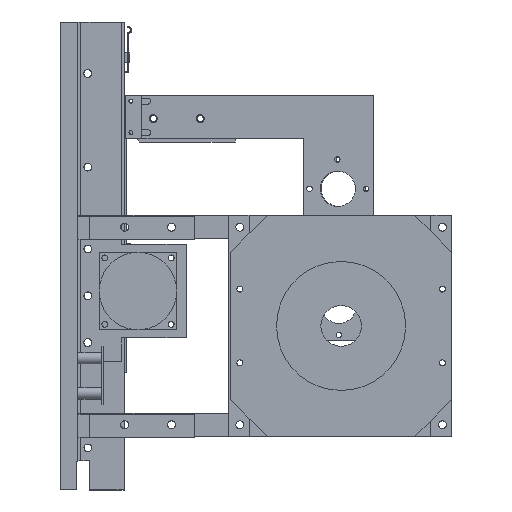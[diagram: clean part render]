
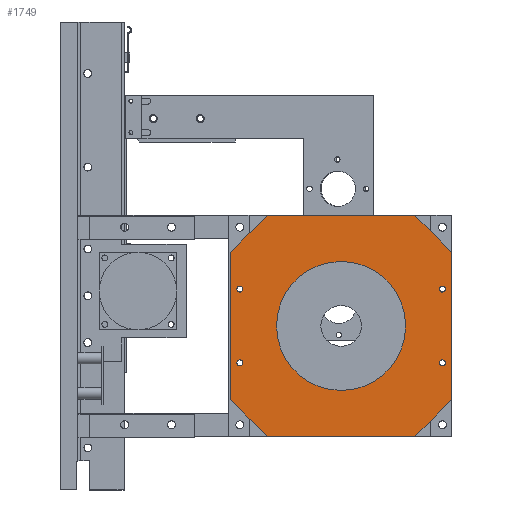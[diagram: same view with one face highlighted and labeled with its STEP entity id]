
A CAD part, left-side view. The second image highlights one B-rep face of the part: STEP entity #1749.
In plain terms, the highlighted face is planar.
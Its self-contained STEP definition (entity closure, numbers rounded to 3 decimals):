
#1749 = ADVANCED_FACE( '', ( #3574, #3575, #3576, #3577, #3578, #3579 ), #3580, .T. );
#3574 = FACE_BOUND( '', #5368, .T. );
#3575 = FACE_BOUND( '', #5369, .T. );
#3576 = FACE_BOUND( '', #5370, .T. );
#3577 = FACE_BOUND( '', #5371, .T. );
#3578 = FACE_BOUND( '', #5372, .T. );
#3579 = FACE_OUTER_BOUND( '', #5373, .T. );
#3580 = PLANE( '', #5374 );
#5368 = EDGE_LOOP( '', ( #8307 ) );
#5369 = EDGE_LOOP( '', ( #8308 ) );
#5370 = EDGE_LOOP( '', ( #8309 ) );
#5371 = EDGE_LOOP( '', ( #8310 ) );
#5372 = EDGE_LOOP( '', ( #8311 ) );
#5373 = EDGE_LOOP( '', ( #8312, #8313, #8314, #8315, #8316, #8317, #8318, #8319 ) );
#5374 = AXIS2_PLACEMENT_3D( '', #8320, #8321, #8322 );
#8307 = ORIENTED_EDGE( '', *, *, #9482, .T. );
#8308 = ORIENTED_EDGE( '', *, *, #9068, .T. );
#8309 = ORIENTED_EDGE( '', *, *, #9337, .T. );
#8310 = ORIENTED_EDGE( '', *, *, #9172, .T. );
#8311 = ORIENTED_EDGE( '', *, *, #9852, .T. );
#8312 = ORIENTED_EDGE( '', *, *, #9702, .T. );
#8313 = ORIENTED_EDGE( '', *, *, #9707, .T. );
#8314 = ORIENTED_EDGE( '', *, *, #10065, .T. );
#8315 = ORIENTED_EDGE( '', *, *, #9560, .T. );
#8316 = ORIENTED_EDGE( '', *, *, #9190, .T. );
#8317 = ORIENTED_EDGE( '', *, *, #10066, .T. );
#8318 = ORIENTED_EDGE( '', *, *, #9776, .T. );
#8319 = ORIENTED_EDGE( '', *, *, #10067, .T. );
#8320 = CARTESIAN_POINT( '', ( 0., 0., 0. ) );
#8321 = DIRECTION( '', ( 0., -1., 0. ) );
#8322 = DIRECTION( '', ( 0., 0., -1. ) );
#9068 = EDGE_CURVE( '', #10385, #10385, #10386, .T. );
#9172 = EDGE_CURVE( '', #10561, #10561, #10562, .T. );
#9190 = EDGE_CURVE( '', #10591, #10592, #10593, .T. );
#9337 = EDGE_CURVE( '', #10841, #10841, #10842, .T. );
#9482 = EDGE_CURVE( '', #11080, #11080, #11081, .T. );
#9560 = EDGE_CURVE( '', #11212, #10591, #11213, .T. );
#9702 = EDGE_CURVE( '', #11445, #11446, #11447, .T. );
#9707 = EDGE_CURVE( '', #11446, #11454, #11455, .T. );
#9776 = EDGE_CURVE( '', #11559, #11560, #11561, .T. );
#9852 = EDGE_CURVE( '', #11673, #11673, #11674, .F. );
#10065 = EDGE_CURVE( '', #11454, #11212, #11950, .T. );
#10066 = EDGE_CURVE( '', #10592, #11559, #11951, .T. );
#10067 = EDGE_CURVE( '', #11560, #11445, #11952, .T. );
#10385 = VERTEX_POINT( '', #12325 );
#10386 = CIRCLE( '', #12326, 1.6 );
#10561 = VERTEX_POINT( '', #12539 );
#10562 = CIRCLE( '', #12540, 1.6 );
#10591 = VERTEX_POINT( '', #12576 );
#10592 = VERTEX_POINT( '', #12577 );
#10593 = LINE( '', #12578, #12579 );
#10841 = VERTEX_POINT( '', #12881 );
#10842 = CIRCLE( '', #12882, 1.6 );
#11080 = VERTEX_POINT( '', #13284 );
#11081 = CIRCLE( '', #13285, 1.6 );
#11212 = VERTEX_POINT( '', #13455 );
#11213 = LINE( '', #13456, #13457 );
#11445 = VERTEX_POINT( '', #13735 );
#11446 = VERTEX_POINT( '', #13736 );
#11447 = LINE( '', #13737, #13738 );
#11454 = VERTEX_POINT( '', #13748 );
#11455 = LINE( '', #13749, #13750 );
#11559 = VERTEX_POINT( '', #13883 );
#11560 = VERTEX_POINT( '', #13884 );
#11561 = LINE( '', #13885, #13886 );
#11673 = VERTEX_POINT( '', #14029 );
#11674 = CIRCLE( '', #14030, 35. );
#11950 = LINE( '', #14655, #14656 );
#11951 = LINE( '', #14657, #14658 );
#11952 = LINE( '', #14659, #14660 );
#12325 = CARTESIAN_POINT( '', ( -35.963, 0., 259.469 ) );
#12326 = AXIS2_PLACEMENT_3D( '', #14977, #14978, #14979 );
#12539 = CARTESIAN_POINT( '', ( -35.963, 0., 149.469 ) );
#12540 = AXIS2_PLACEMENT_3D( '', #15126, #15127, #15128 );
#12576 = CARTESIAN_POINT( '', ( 44.037, 0., 166.069 ) );
#12577 = CARTESIAN_POINT( '', ( 44.037, 0., 246.069 ) );
#12578 = CARTESIAN_POINT( '', ( 44.037, 0., 246.069 ) );
#12579 = VECTOR( '', #15151, 1000. );
#12881 = CARTESIAN_POINT( '', ( 4.037, 0., 149.469 ) );
#12882 = AXIS2_PLACEMENT_3D( '', #15406, #15407, #15408 );
#13284 = CARTESIAN_POINT( '', ( 4.037, 0., 259.469 ) );
#13285 = AXIS2_PLACEMENT_3D( '', #15611, #15612, #15613 );
#13455 = CARTESIAN_POINT( '', ( 24.037, 0., 146.069 ) );
#13456 = CARTESIAN_POINT( '', ( 44.037, 0., 166.069 ) );
#13457 = VECTOR( '', #15725, 1000. );
#13735 = CARTESIAN_POINT( '', ( -75.963, 0., 246.069 ) );
#13736 = CARTESIAN_POINT( '', ( -75.963, 0., 166.069 ) );
#13737 = CARTESIAN_POINT( '', ( -75.963, 0., 166.069 ) );
#13738 = VECTOR( '', #15955, 1000. );
#13748 = CARTESIAN_POINT( '', ( -55.963, 0., 146.069 ) );
#13749 = CARTESIAN_POINT( '', ( -75.963, 0., 166.069 ) );
#13750 = VECTOR( '', #15959, 1000. );
#13883 = CARTESIAN_POINT( '', ( 24.037, 0., 266.069 ) );
#13884 = CARTESIAN_POINT( '', ( -55.963, 0., 266.069 ) );
#13885 = CARTESIAN_POINT( '', ( -55.963, 0., 266.069 ) );
#13886 = VECTOR( '', #16037, 1000. );
#14029 = CARTESIAN_POINT( '', ( -15.963, 0., 171.069 ) );
#14030 = AXIS2_PLACEMENT_3D( '', #16123, #16124, #16125 );
#14655 = CARTESIAN_POINT( '', ( 24.037, 0., 146.069 ) );
#14656 = VECTOR( '', #16311, 1000. );
#14657 = CARTESIAN_POINT( '', ( 44.037, 0., 246.069 ) );
#14658 = VECTOR( '', #16312, 1000. );
#14659 = CARTESIAN_POINT( '', ( -75.963, 0., 246.069 ) );
#14660 = VECTOR( '', #16313, 1000. );
#14977 = CARTESIAN_POINT( '', ( -35.963, 0., 261.069 ) );
#14978 = DIRECTION( '', ( 0., 1., 0. ) );
#14979 = DIRECTION( '', ( 0., 0., -1. ) );
#15126 = CARTESIAN_POINT( '', ( -35.963, 0., 151.069 ) );
#15127 = DIRECTION( '', ( 0., 1., 0. ) );
#15128 = DIRECTION( '', ( 0., 0., -1. ) );
#15151 = DIRECTION( '', ( 0., 0., 1. ) );
#15406 = CARTESIAN_POINT( '', ( 4.037, 0., 151.069 ) );
#15407 = DIRECTION( '', ( 0., 1., 0. ) );
#15408 = DIRECTION( '', ( 0., 0., -1. ) );
#15611 = CARTESIAN_POINT( '', ( 4.037, 0., 261.069 ) );
#15612 = DIRECTION( '', ( 0., 1., 0. ) );
#15613 = DIRECTION( '', ( 0., 0., -1. ) );
#15725 = DIRECTION( '', ( 0.707, 0., 0.707 ) );
#15955 = DIRECTION( '', ( 0., 0., -1. ) );
#15959 = DIRECTION( '', ( 0.707, 0., -0.707 ) );
#16037 = DIRECTION( '', ( -1., 0., 0. ) );
#16123 = CARTESIAN_POINT( '', ( -15.963, 0., 206.069 ) );
#16124 = DIRECTION( '', ( 0., -1., 0. ) );
#16125 = DIRECTION( '', ( 0., 0., -1. ) );
#16311 = DIRECTION( '', ( 1., 0., 0. ) );
#16312 = DIRECTION( '', ( -0.707, 0., 0.707 ) );
#16313 = DIRECTION( '', ( -0.707, 0., -0.707 ) );
